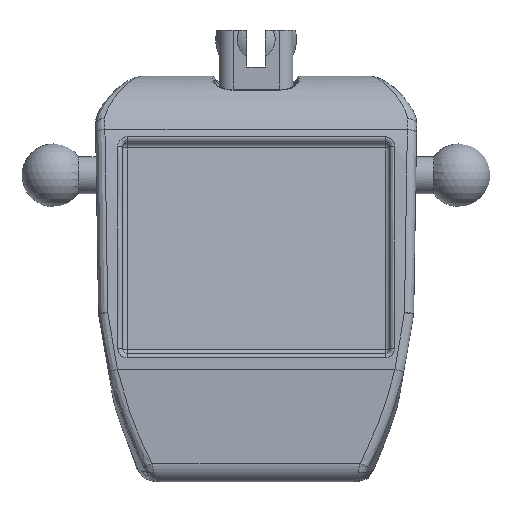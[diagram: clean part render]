
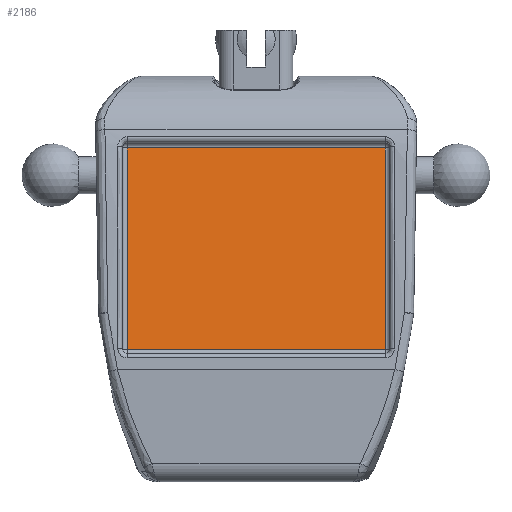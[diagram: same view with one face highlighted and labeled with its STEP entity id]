
A CAD part, front view. The second image highlights one B-rep face of the part: STEP entity #2186.
In plain terms, the highlighted planar face has unit normal (0, -0.994, 0.112).
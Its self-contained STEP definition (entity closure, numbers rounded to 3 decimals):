
#296=FACE_OUTER_BOUND('',#445,.T.);
#445=EDGE_LOOP('',(#1785,#1786,#1787,#1788));
#758=LINE('',#6412,#859);
#759=LINE('',#6414,#860);
#760=LINE('',#6416,#861);
#761=LINE('',#6417,#862);
#859=VECTOR('',#2905,22.);
#860=VECTOR('',#2906,28.);
#861=VECTOR('',#2907,22.);
#862=VECTOR('',#2908,28.);
#1051=VERTEX_POINT('',#6410);
#1052=VERTEX_POINT('',#6411);
#1053=VERTEX_POINT('',#6413);
#1054=VERTEX_POINT('',#6415);
#1307=EDGE_CURVE('',#1051,#1052,#758,.T.);
#1308=EDGE_CURVE('',#1052,#1053,#759,.T.);
#1309=EDGE_CURVE('',#1053,#1054,#760,.T.);
#1310=EDGE_CURVE('',#1054,#1051,#761,.T.);
#1785=ORIENTED_EDGE('',*,*,#1307,.T.);
#1786=ORIENTED_EDGE('',*,*,#1308,.T.);
#1787=ORIENTED_EDGE('',*,*,#1309,.T.);
#1788=ORIENTED_EDGE('',*,*,#1310,.T.);
#2117=PLANE('',#2417);
#2186=ADVANCED_FACE('',(#296),#2117,.T.);
#2417=AXIS2_PLACEMENT_3D('',#6409,#2903,#2904);
#2903=DIRECTION('center_axis',(0.,-0.994,
0.112));
#2904=DIRECTION('ref_axis',(0.,-0.112,-0.994));
#2905=DIRECTION('',(0.,-0.112,-0.994));
#2906=DIRECTION('',(1.,0.,0.));
#2907=DIRECTION('',(0.,0.112,0.994));
#2908=DIRECTION('',(-1.,0.,0.));
#6409=CARTESIAN_POINT('Origin',(157.501,-152.24,204.069));
#6410=CARTESIAN_POINT('',(161.001,-148.455,237.567));
#6411=CARTESIAN_POINT('',(161.001,-150.925,215.707));
#6412=CARTESIAN_POINT('',(161.001,-148.455,237.567));
#6413=CARTESIAN_POINT('',(189.001,-150.925,215.707));
#6414=CARTESIAN_POINT('',(161.001,-150.925,215.707));
#6415=CARTESIAN_POINT('',(189.001,-148.455,237.567));
#6416=CARTESIAN_POINT('',(189.001,-150.925,215.707));
#6417=CARTESIAN_POINT('',(189.001,-148.455,237.567));
